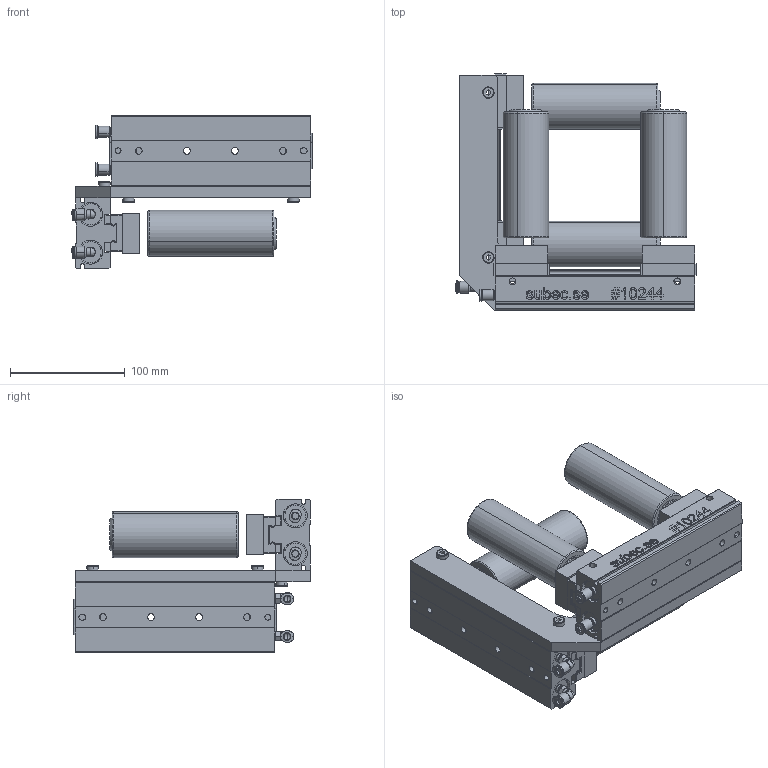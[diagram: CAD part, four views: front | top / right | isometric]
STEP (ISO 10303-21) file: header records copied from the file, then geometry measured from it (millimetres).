
FILE_DESCRIPTION (( 'STEP AP203' ), '1' );
FILE_NAME ('230816 STEP 3-401144-00_10244.STEP', '2023-08-16T09:10:48', ( '' ), ( '' ), 'SwSTEP 2.0', 'SolidWorks 2022', '' );
FILE_SCHEMA (( 'CONFIG_CONTROL_DESIGN' ));
Length unit declared in the file: millimetre
Products named in the file (1): 230816 STEP 3-401144-00_10244
Bounding box: 209.81 x 206.4 x 134 mm (x, y, z)
Surface area: 265327.3 mm2 (no closed solid volume)
Topology: 0 solids, 50 shells, 897 faces, 3190 edges, 2275 vertices
Faces by surface type: plane 442, cylinder 254, bspline 105, cone 62, torus 34
Entity records: 42296 total; most frequent: CARTESIAN_POINT 15794, DIRECTION 5231, ORIENTED_EDGE 5034, EDGE_CURVE 3186, VERTEX_POINT 2275, VECTOR 1767, LINE 1767, AXIS2_PLACEMENT_3D 1732
